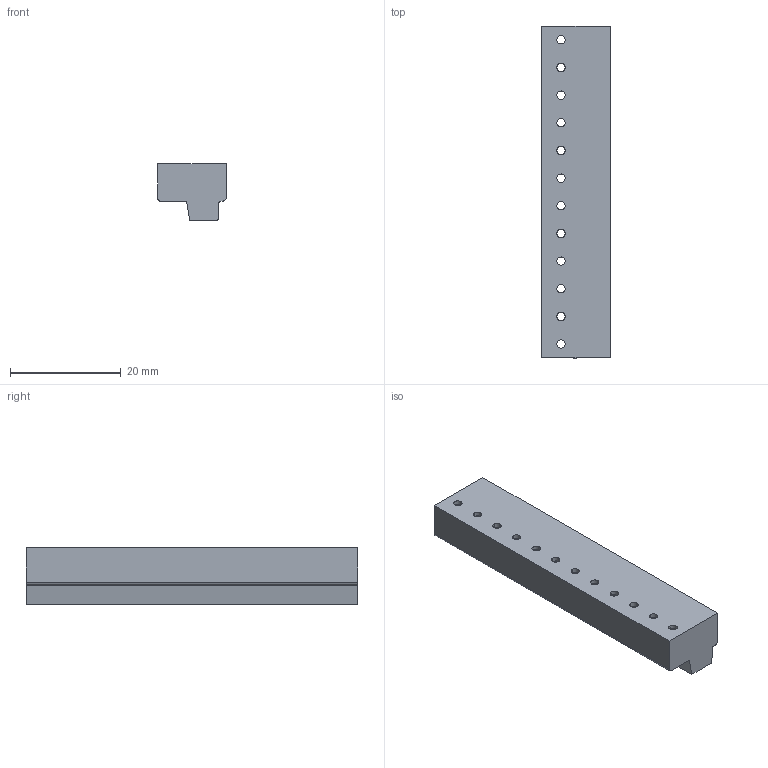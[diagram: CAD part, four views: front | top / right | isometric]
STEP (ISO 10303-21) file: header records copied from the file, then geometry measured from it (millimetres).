
FILE_DESCRIPTION((''),'2;1');
FILE_NAME('TL222T-XXP','2024-12-09T08:48:55',('sheji'),(''),'CREO PARAMETRIC BY PTC INC, 2018100','CREO PARAMETRIC BY PTC INC, 2018100','');
FILE_SCHEMA(('CONFIG_CONTROL_DESIGN'));
Length unit declared in the file: millimetre
Products named in the file (1): TL222T-XXP
Bounding box: 12.4 x 60 x 10.3 mm (x, y, z)
Volume: 5235.8 mm3; surface area: 4455.3 mm2
Topology: 1 solids, 1 shells, 662 faces, 1764 edges, 1152 vertices
Faces by surface type: plane 550, cylinder 112
Entity records: 20410 total; most frequent: CARTESIAN_POINT 3578, ORIENTED_EDGE 3528, DIRECTION 3360, EDGE_CURVE 1764, VECTOR 1492, LINE 1492, VERTEX_POINT 1152, AXIS2_PLACEMENT_3D 934
